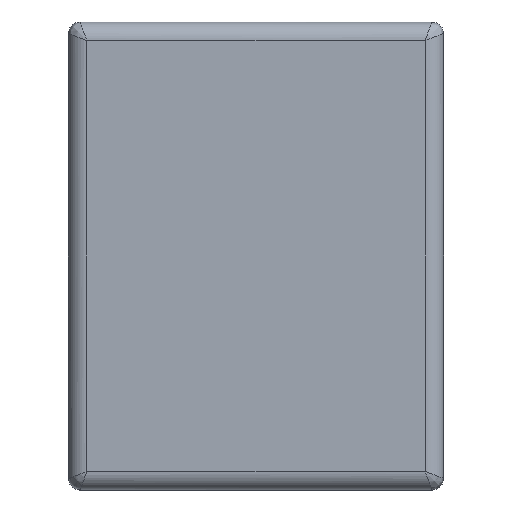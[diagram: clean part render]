
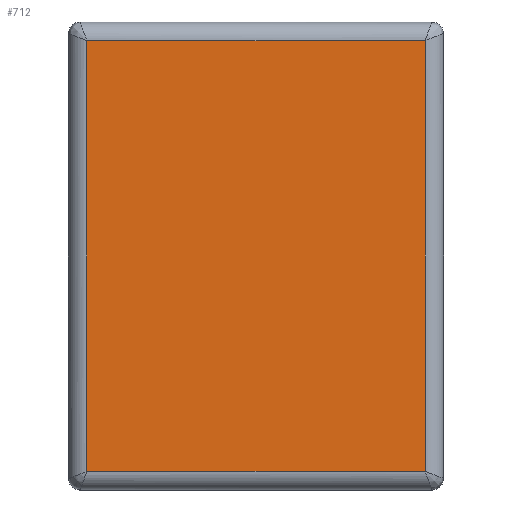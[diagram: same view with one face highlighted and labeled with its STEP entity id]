
A CAD part, left-side view. The second image highlights one B-rep face of the part: STEP entity #712.
In plain terms, the highlighted planar face has unit normal (-1, 0, 0).
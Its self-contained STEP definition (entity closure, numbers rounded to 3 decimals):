
#129 = FACE_OUTER_BOUND ( 'NONE', #210, .T. ) ;
#145 = PLANE ( 'NONE',  #1567 ) ;
#210 = EDGE_LOOP ( 'NONE', ( #921, #2296, #270, #1300 ) ) ;
#224 = CARTESIAN_POINT ( 'NONE',  ( -1.6, 0.73, 2.02 ) ) ;
#270 = ORIENTED_EDGE ( 'NONE', *, *, #1614, .T. ) ;
#318 = EDGE_CURVE ( 'NONE', #2169, #2094, #2622, .T. ) ;
#336 = CARTESIAN_POINT ( 'NONE',  ( -1.6, -0.81, 1.94 ) ) ;
#483 = CARTESIAN_POINT ( 'NONE',  ( -1.6, -0.73, 1.94 ) ) ;
#512 = LINE ( 'NONE', #336, #738 ) ;
#658 = DIRECTION ( 'NONE',  ( 0., 0., -1. ) ) ;
#712 = ADVANCED_FACE ( 'NONE', ( #129 ), #145, .F. ) ;
#715 = VECTOR ( 'NONE', #922, 1000. ) ;
#738 = VECTOR ( 'NONE', #1798, 1000. ) ;
#790 = VERTEX_POINT ( 'NONE', #1773 ) ;
#921 = ORIENTED_EDGE ( 'NONE', *, *, #2427, .T. ) ;
#922 = DIRECTION ( 'NONE',  ( 0., -1., 0. ) ) ;
#1103 = CARTESIAN_POINT ( 'NONE',  ( -1.6, -0.73, 2.02 ) ) ;
#1117 = CARTESIAN_POINT ( 'NONE',  ( -1.6, 0., 0.08 ) ) ;
#1269 = VECTOR ( 'NONE', #2115, 1000. ) ;
#1300 = ORIENTED_EDGE ( 'NONE', *, *, #1700, .T. ) ;
#1499 = DIRECTION ( 'NONE',  ( 1., 0., 0. ) ) ;
#1567 = AXIS2_PLACEMENT_3D ( 'NONE', #2562, #1499, #658 ) ;
#1614 = EDGE_CURVE ( 'NONE', #2094, #2687, #2553, .T. ) ;
#1672 = VECTOR ( 'NONE', #1947, 1000. ) ;
#1698 = CARTESIAN_POINT ( 'NONE',  ( -1.6, -0.73, 0.08 ) ) ;
#1700 = EDGE_CURVE ( 'NONE', #2687, #790, #512, .T. ) ;
#1739 = CARTESIAN_POINT ( 'NONE',  ( -1.6, 0.73, 0.08 ) ) ;
#1773 = CARTESIAN_POINT ( 'NONE',  ( -1.6, 0.73, 1.94 ) ) ;
#1798 = DIRECTION ( 'NONE',  ( 0., 1., 0. ) ) ;
#1947 = DIRECTION ( 'NONE',  ( 0., 0., 1. ) ) ;
#2094 = VERTEX_POINT ( 'NONE', #1698 ) ;
#2115 = DIRECTION ( 'NONE',  ( 0., 0., -1. ) ) ;
#2169 = VERTEX_POINT ( 'NONE', #1739 ) ;
#2296 = ORIENTED_EDGE ( 'NONE', *, *, #318, .T. ) ;
#2427 = EDGE_CURVE ( 'NONE', #790, #2169, #2568, .T. ) ;
#2553 = LINE ( 'NONE', #1103, #1672 ) ;
#2562 = CARTESIAN_POINT ( 'NONE',  ( -1.6, -0.81, 2.02 ) ) ;
#2568 = LINE ( 'NONE', #224, #1269 ) ;
#2622 = LINE ( 'NONE', #1117, #715 ) ;
#2687 = VERTEX_POINT ( 'NONE', #483 ) ;
